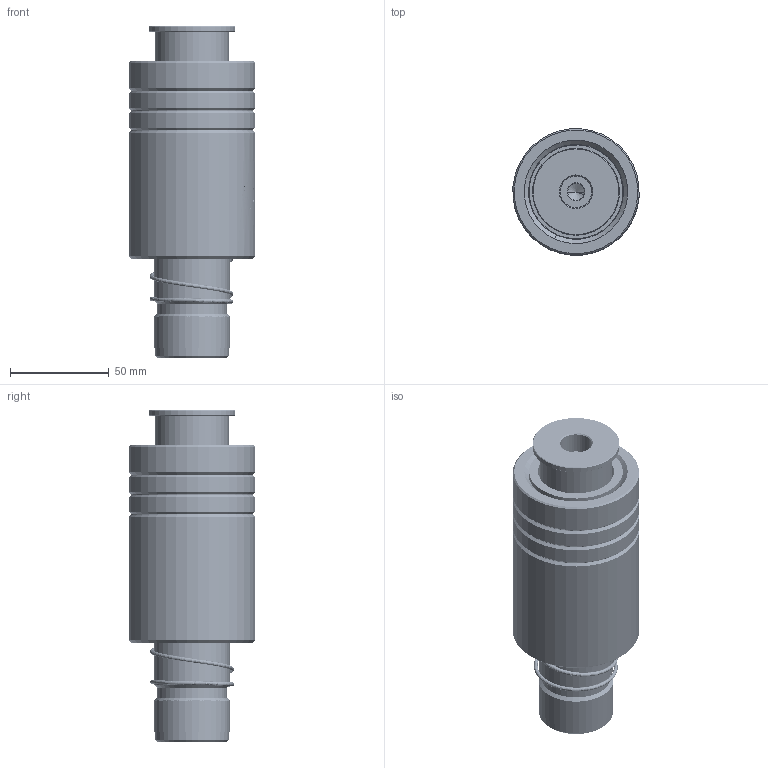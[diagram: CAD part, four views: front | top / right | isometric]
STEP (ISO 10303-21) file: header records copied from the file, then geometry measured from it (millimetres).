
FILE_DESCRIPTION (( 'STEP AP214' ), '1' );
FILE_NAME ('EKSH EKJH-D38-L140(BL-100).STEP', '2021-09-25T02:03:06', ( '' ), ( '' ), 'SwSTEP 2.0', 'SolidWorks 2016', '' );
FILE_SCHEMA (( 'AUTOMOTIVE_DESIGN' ));
Length unit declared in the file: millimetre
Products named in the file (295): BALL-D5; HWP-D42.5-d38.5-L60; EKSH EKJH-D38-L140(BL-100); TBB-D64-d48-L100; MGK-D38-L140; BSH-D47.5-38.5-L90郪蚾; BSH-47.5-38.5-L90; GTK-D44-d37
Assembly tree (289 placements, depth 3):
  BALL-D5
  BALL-D5
  BALL-D5
  BALL-D5
  BALL-D5
Bounding box: 63.81 x 63.81 x 168 mm (x, y, z)
Volume: 372587.1 mm3; surface area: 135126.5 mm2
Topology: 285 solids, 285 shells, 1253 faces, 5417 edges, 3595 vertices
Faces by surface type: sphere 1120, cone 42, cylinder 38, plane 21, torus 18, bspline 14
Entity records: 58334 total; most frequent: CARTESIAN_POINT 35023, ORIENTED_EDGE 4100, DIRECTION 3488, EDGE_CURVE 2050, AXIS2_PLACEMENT_3D 1684, VERTEX_POINT 1343, EDGE_LOOP 1237, B_SPLINE_CURVE_WITH_KNOTS 1225
